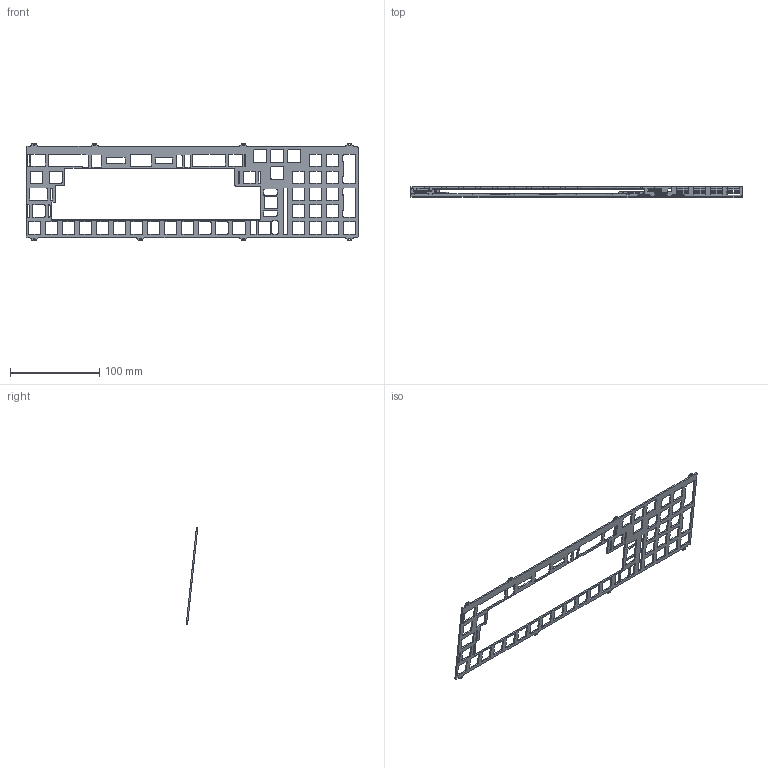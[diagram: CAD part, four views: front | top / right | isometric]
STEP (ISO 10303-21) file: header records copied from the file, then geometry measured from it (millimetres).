
FILE_DESCRIPTION(/* description */ (''),/* implementation_level */ '2;1');
FILE_NAME(/* name */ 'iso_plate_half.step',/* time_stamp */ '2020-01-17T21:24:41+00:00',/* author */ (''),/* organization */ (''),/* preprocessor_version */ 'ST-DEVELOPER v18',/* originating_system */ 'Autodesk Translation Framework v8.12.0.6',/* authorisation */ '');
FILE_SCHEMA (('AUTOMOTIVE_DESIGN { 1 0 10303 214 3 1 1 }'));
Length unit declared in the file: millimetre
Products named in the file (1): iso_plate_half
Bounding box: 371.42 x 12.95 x 109.18 mm (x, y, z)
Volume: 20465.3 mm3; surface area: 34950.8 mm2
Topology: 1 solids, 1 shells, 649 faces, 1957 edges, 1310 vertices
Faces by surface type: cylinder 330, plane 319
Full cylindrical faces by diameter (mm): 2.2 x8
Entity records: 22516 total; most frequent: DIRECTION 3933, CARTESIAN_POINT 3917, ORIENTED_EDGE 3914, EDGE_CURVE 1957, AXIS2_PLACEMENT_3D 1326, VERTEX_POINT 1310, LINE 1281, VECTOR 1281
